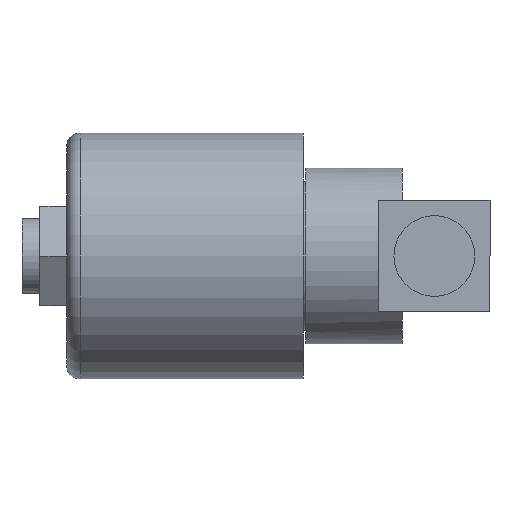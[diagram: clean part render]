
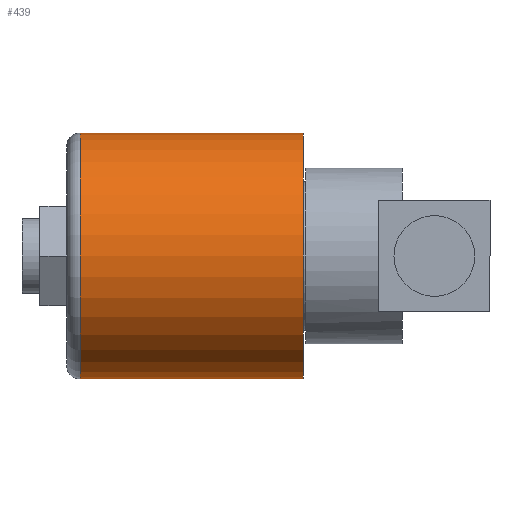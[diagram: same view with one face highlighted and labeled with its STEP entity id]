
A CAD part, left-side view. The second image highlights one B-rep face of the part: STEP entity #439.
In plain terms, the highlighted cylindrical face has radius 21 mm (diameter 42 mm), a partial arc.
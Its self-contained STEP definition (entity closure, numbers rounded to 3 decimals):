
#65 = AXIS2_PLACEMENT_3D ( 'NONE', #1210, #193, #644 ) ;
#106 = AXIS2_PLACEMENT_3D ( 'NONE', #177, #625, #730 ) ;
#150 = DIRECTION ( 'NONE',  ( 0., 0., 1. ) ) ;
#177 = CARTESIAN_POINT ( 'NONE',  ( 0., 7.56, 0. ) ) ;
#192 = LINE ( 'NONE', #1226, #1345 ) ;
#193 = DIRECTION ( 'NONE',  ( 0., -1., 0. ) ) ;
#200 = AXIS2_PLACEMENT_3D ( 'NONE', #352, #243, #150 ) ;
#237 = EDGE_CURVE ( 'NONE', #613, #783, #1431, .T. ) ;
#243 = DIRECTION ( 'NONE',  ( 0., -1., 0. ) ) ;
#295 = CYLINDRICAL_SURFACE ( 'NONE', #65, 21. ) ;
#352 = CARTESIAN_POINT ( 'NONE',  ( 0., 45.66, 0. ) ) ;
#435 = VECTOR ( 'NONE', #796, 1000. ) ;
#439 = ADVANCED_FACE ( 'NONE', ( #762 ), #295, .T. ) ;
#474 = ORIENTED_EDGE ( 'NONE', *, *, #1220, .T. ) ;
#518 = ORIENTED_EDGE ( 'NONE', *, *, #1125, .F. ) ;
#557 = CARTESIAN_POINT ( 'NONE',  ( 0., 7.56, 21. ) ) ;
#559 = LINE ( 'NONE', #914, #435 ) ;
#613 = VERTEX_POINT ( 'NONE', #1439 ) ;
#625 = DIRECTION ( 'NONE',  ( 0., 1., 0. ) ) ;
#644 = DIRECTION ( 'NONE',  ( 0., 0., -1. ) ) ;
#730 = DIRECTION ( 'NONE',  ( 0., 0., 1. ) ) ;
#762 = FACE_OUTER_BOUND ( 'NONE', #856, .T. ) ;
#783 = VERTEX_POINT ( 'NONE', #557 ) ;
#794 = VERTEX_POINT ( 'NONE', #1240 ) ;
#796 = DIRECTION ( 'NONE',  ( 0., -1., 0. ) ) ;
#814 = CARTESIAN_POINT ( 'NONE',  ( 0., 45.66, 21. ) ) ;
#834 = CIRCLE ( 'NONE', #200, 21. ) ;
#856 = EDGE_LOOP ( 'NONE', ( #518, #949, #474, #989 ) ) ;
#914 = CARTESIAN_POINT ( 'NONE',  ( 0., 47.96, -21. ) ) ;
#949 = ORIENTED_EDGE ( 'NONE', *, *, #1276, .T. ) ;
#989 = ORIENTED_EDGE ( 'NONE', *, *, #237, .T. ) ;
#1125 = EDGE_CURVE ( 'NONE', #1324, #783, #192, .T. ) ;
#1200 = DIRECTION ( 'NONE',  ( 0., -1., 0. ) ) ;
#1210 = CARTESIAN_POINT ( 'NONE',  ( 0., 47.96, 0. ) ) ;
#1220 = EDGE_CURVE ( 'NONE', #794, #613, #559, .T. ) ;
#1226 = CARTESIAN_POINT ( 'NONE',  ( 0., 47.96, 21. ) ) ;
#1240 = CARTESIAN_POINT ( 'NONE',  ( 0., 45.66, -21. ) ) ;
#1276 = EDGE_CURVE ( 'NONE', #1324, #794, #834, .T. ) ;
#1324 = VERTEX_POINT ( 'NONE', #814 ) ;
#1345 = VECTOR ( 'NONE', #1200, 1000. ) ;
#1431 = CIRCLE ( 'NONE', #106, 21. ) ;
#1439 = CARTESIAN_POINT ( 'NONE',  ( 0., 7.56, -21. ) ) ;
